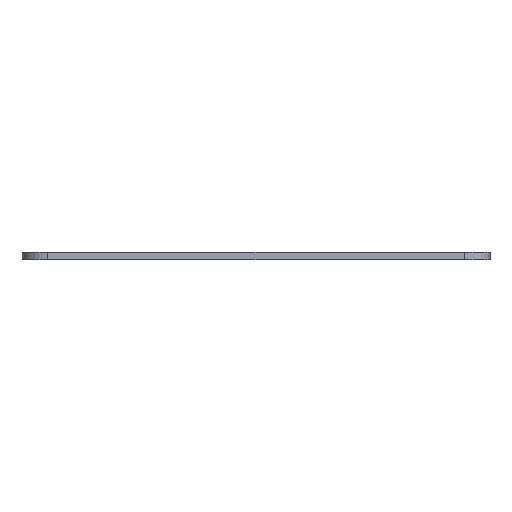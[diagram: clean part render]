
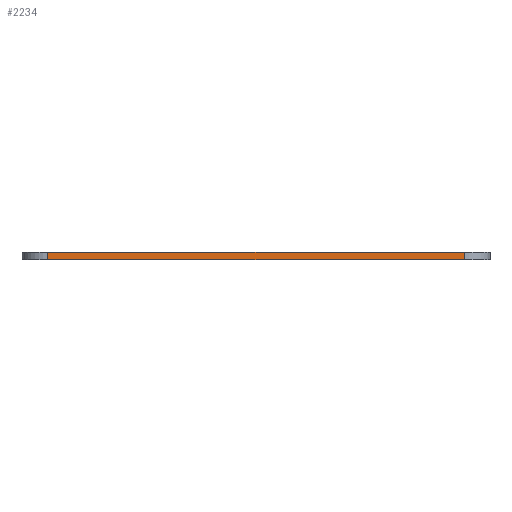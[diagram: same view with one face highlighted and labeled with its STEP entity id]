
A CAD part, front view. The second image highlights one B-rep face of the part: STEP entity #2234.
In plain terms, the highlighted planar face has unit normal (0, -1, 0).
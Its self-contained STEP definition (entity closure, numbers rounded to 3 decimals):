
#212=FACE_OUTER_BOUND('',#326,.T.);
#326=EDGE_LOOP('',(#1515,#1516,#1517,#1518));
#484=LINE('',#3278,#716);
#485=LINE('',#3281,#717);
#486=LINE('',#3283,#718);
#487=LINE('',#3284,#719);
#716=VECTOR('',#2604,10.);
#717=VECTOR('',#2607,10.);
#718=VECTOR('',#2608,10.);
#719=VECTOR('',#2609,10.);
#943=VERTEX_POINT('',#3271);
#946=VERTEX_POINT('',#3276);
#947=VERTEX_POINT('',#3280);
#948=VERTEX_POINT('',#3282);
#1174=EDGE_CURVE('',#946,#943,#484,.T.);
#1175=EDGE_CURVE('',#947,#946,#485,.T.);
#1176=EDGE_CURVE('',#948,#947,#486,.T.);
#1177=EDGE_CURVE('',#943,#948,#487,.T.);
#1515=ORIENTED_EDGE('',*,*,#1174,.F.);
#1516=ORIENTED_EDGE('',*,*,#1175,.F.);
#1517=ORIENTED_EDGE('',*,*,#1176,.F.);
#1518=ORIENTED_EDGE('',*,*,#1177,.F.);
#2171=PLANE('',#2364);
#2234=ADVANCED_FACE('',(#212),#2171,.T.);
#2364=AXIS2_PLACEMENT_3D('',#3279,#2605,#2606);
#2604=DIRECTION('',(0.,0.,1.));
#2605=DIRECTION('center_axis',(0.,-1.,0.));
#2606=DIRECTION('ref_axis',(1.,0.,0.));
#2607=DIRECTION('',(-1.,0.,0.));
#2608=DIRECTION('',(0.,0.,-1.));
#2609=DIRECTION('',(1.,0.,0.));
#3271=CARTESIAN_POINT('',(-11.633,-93.885,1.5));
#3276=CARTESIAN_POINT('',(-11.633,-93.885,0.));
#3278=CARTESIAN_POINT('',(-11.633,-93.885,0.));
#3279=CARTESIAN_POINT('Origin',(-16.633,-93.885,0.));
#3280=CARTESIAN_POINT('',(69.367,-93.885,0.));
#3281=CARTESIAN_POINT('',(74.367,-93.885,0.));
#3282=CARTESIAN_POINT('',(69.367,-93.885,1.5));
#3283=CARTESIAN_POINT('',(69.367,-93.885,0.));
#3284=CARTESIAN_POINT('',(74.367,-93.885,1.5));
